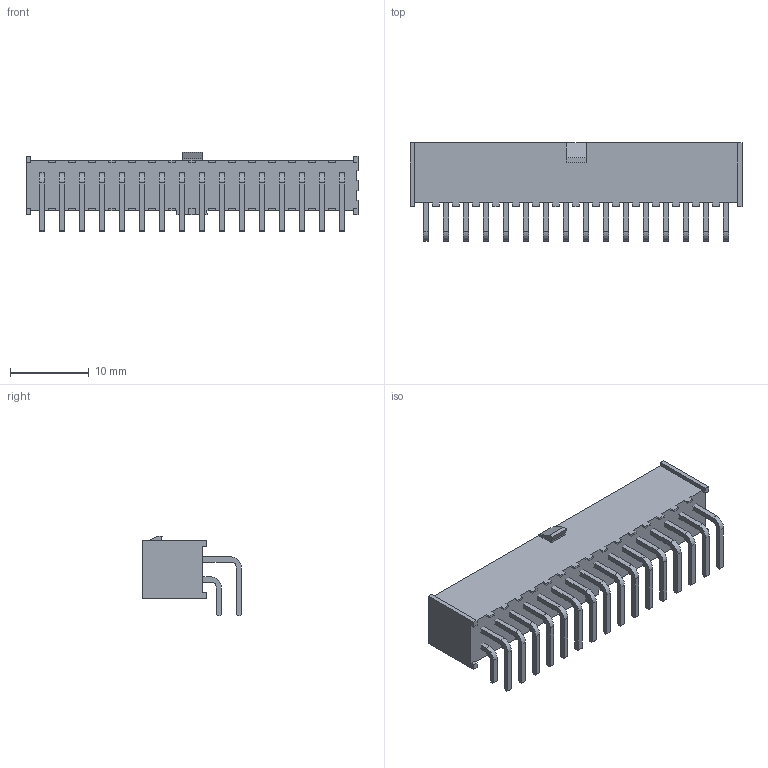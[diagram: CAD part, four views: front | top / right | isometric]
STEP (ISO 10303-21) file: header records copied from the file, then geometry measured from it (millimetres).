
FILE_DESCRIPTION( ( 'STEP AP214' ), '1' );
FILE_NAME( 'IPL1-116-01-L-D-RA-K.stp', '2019-09-27T19:04:53', ( '' ), ( '' ), ' ', 'PARTsolutions', ' ' );
FILE_SCHEMA( ( 'AUTOMOTIVE_DESIGN { 1 0 10303 214 1 1 1 1 }' ) );
Length unit declared in the file: inch
Products named in the file (3): IPL1-116-01-L-D-RA-K; _IPL1-116-01-D-RA-K_header; _T-1S64-01-16-D-RA
Assembly tree (2 placements, depth 2):
  IPL1-116-01-L-D-RA-K
    _IPL1-116-01-D-RA-K_header
    _T-1S64-01-16-D-RA
Bounding box: 42.16 x 12.51 x 10.03 mm (x, y, z)
Volume: 1122 mm3; surface area: 4684.9 mm2
Topology: 2 solids, 2 shells, 916 faces, 2694 edges, 1796 vertices
Faces by surface type: plane 852, cylinder 64
Entity records: 37328 total; most frequent: CARTESIAN_POINT 5409, ORIENTED_EDGE 5388, DIRECTION 4660, EDGE_CURVE 2694, LINE 2566, VECTOR 2566, VERTEX_POINT 1796, AXIS2_PLACEMENT_3D 1047
